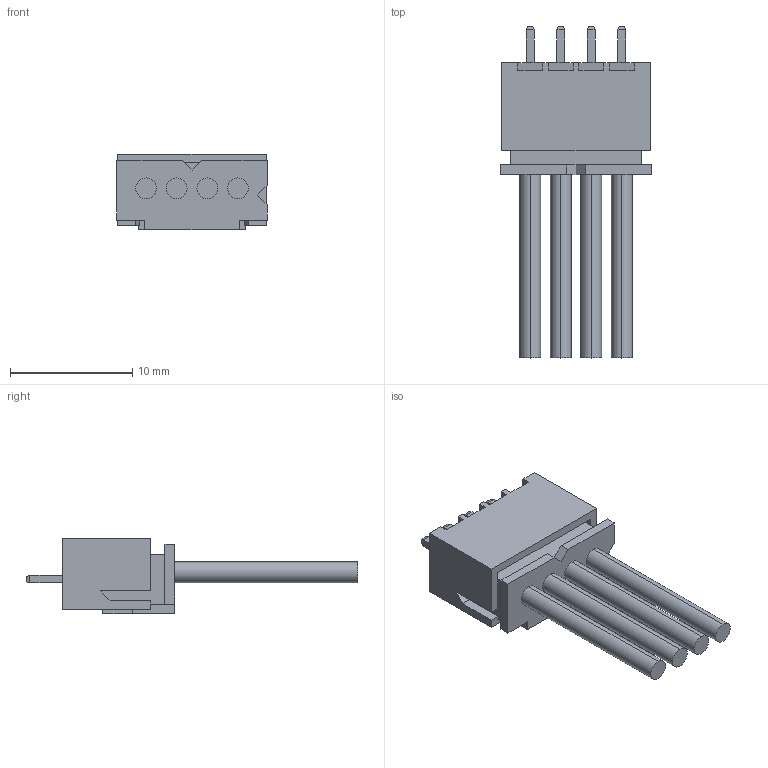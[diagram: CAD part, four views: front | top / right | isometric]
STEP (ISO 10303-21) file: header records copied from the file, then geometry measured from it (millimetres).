
FILE_DESCRIPTION (( 'STEP AP214' ), '1' );
FILE_NAME ('JST_XH_4P.STEP', '2022-11-28T15:41:48', ( '' ), ( '' ), 'SwSTEP 2.0', 'SolidWorks 2022', '' );
FILE_SCHEMA (( 'AUTOMOTIVE_DESIGN' ));
Length unit declared in the file: millimetre
Products named in the file (3): JST_XHP_4; JST - XH - Thru - 4Pin - 2.5mm (Genuine).stp; JST_XH_4P
Assembly tree (2 placements, depth 2):
  JST_XH_4P
    JST_XHP_4
    JST - XH - Thru - 4Pin - 2.5mm (Genuine).stp
Bounding box: 12.3 x 27.17 x 6.2 mm (x, y, z)
Volume: 674.6 mm3; surface area: 1404.2 mm2
Topology: 2 solids, 22 shells, 384 faces, 932 edges, 604 vertices
Faces by surface type: plane 333, bspline 43, cylinder 8
Entity records: 13436 total; most frequent: CARTESIAN_POINT 3612, ORIENTED_EDGE 1864, DIRECTION 1360, EDGE_CURVE 932, VECTOR 636, LINE 636, VERTEX_POINT 604, EDGE_LOOP 408
